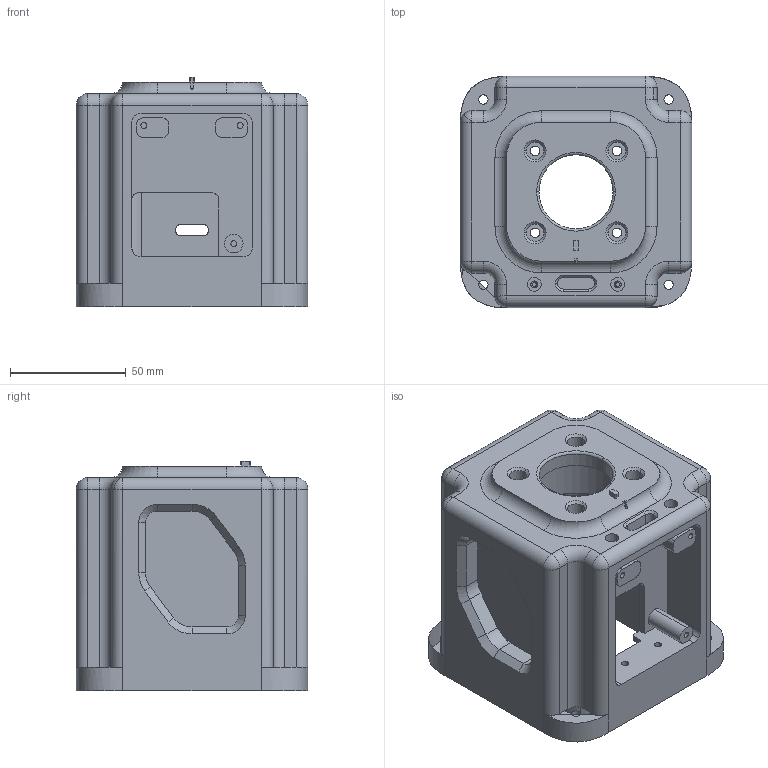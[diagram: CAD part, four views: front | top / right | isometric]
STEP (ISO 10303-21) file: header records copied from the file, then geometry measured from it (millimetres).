
FILE_DESCRIPTION (( 'STEP AP203' ), '1' );
FILE_NAME ('base1_Dummy v164 v1.STEP', '2023-12-03T07:58:21', ( '' ), ( '' ), 'SwSTEP 2.0', 'SolidWorks 2022', '' );
FILE_SCHEMA (( 'CONFIG_CONTROL_DESIGN' ));
Length unit declared in the file: millimetre
Products named in the file (1): base1_Dummy v164 v1
Bounding box: 100 x 100 x 99 mm (x, y, z)
Volume: 413836.9 mm3; surface area: 85659.9 mm2
Topology: 1 solids, 1 shells, 350 faces, 892 edges, 562 vertices
Faces by surface type: cylinder 165, plane 120, cone 34, bspline 12, torus 10, sphere 9
Entity records: 11013 total; most frequent: CARTESIAN_POINT 2199, DIRECTION 1920, ORIENTED_EDGE 1770, EDGE_CURVE 885, AXIS2_PLACEMENT_3D 727, VERTEX_POINT 562, LINE 466, VECTOR 466
